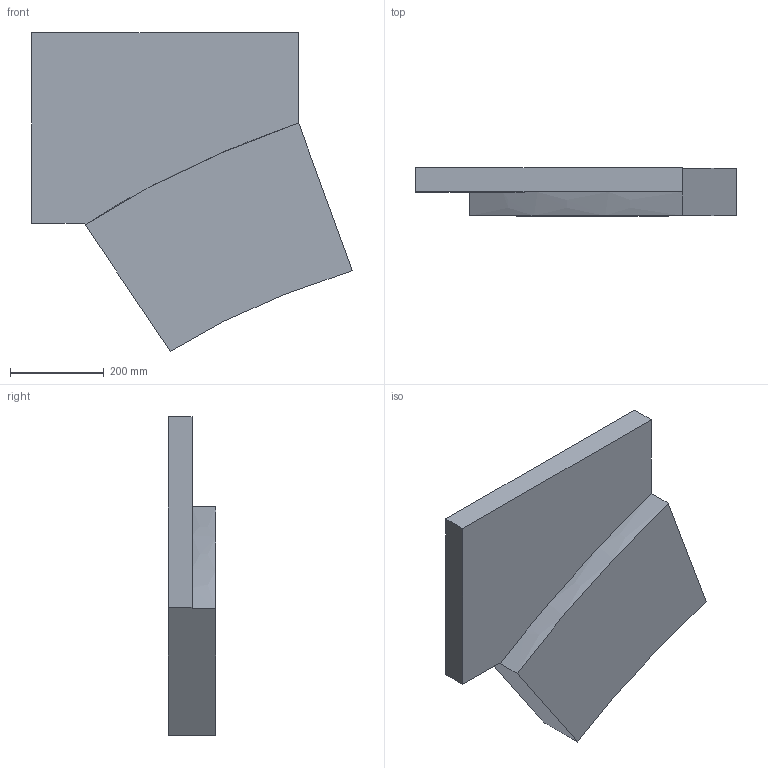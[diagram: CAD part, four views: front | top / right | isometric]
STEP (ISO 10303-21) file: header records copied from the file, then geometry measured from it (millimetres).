
FILE_DESCRIPTION(/* description */ (''),/* implementation_level */ '2;1');
FILE_NAME(/* name */ 'B - 1.step',/* time_stamp */ '2022-03-07T15:18:11-06:00',/* author */ (''),/* organization */ (''),/* preprocessor_version */ 'ST-DEVELOPER v18.1',/* originating_system */ 'Autodesk Translation Framework v10.13.0.1454',/* authorisation */ '');
FILE_SCHEMA (('AUTOMOTIVE_DESIGN { 1 0 10303 214 3 1 1 }'));
Length unit declared in the file: inch
Products named in the file (1): B - 1
Bounding box: 683.79 x 101.6 x 679.84 mm (x, y, z)
Volume: 24638759.7 mm3; surface area: 864636.3 mm2
Topology: 1 solids, 1 shells, 12 faces, 30 edges, 20 vertices
Faces by surface type: plane 8, bspline 4
Entity records: 528 total; most frequent: CARTESIAN_POINT 240, ORIENTED_EDGE 60, DIRECTION 35, EDGE_CURVE 30, VERTEX_POINT 20, LINE 17, VECTOR 17, B_SPLINE_CURVE_WITH_KNOTS 13
